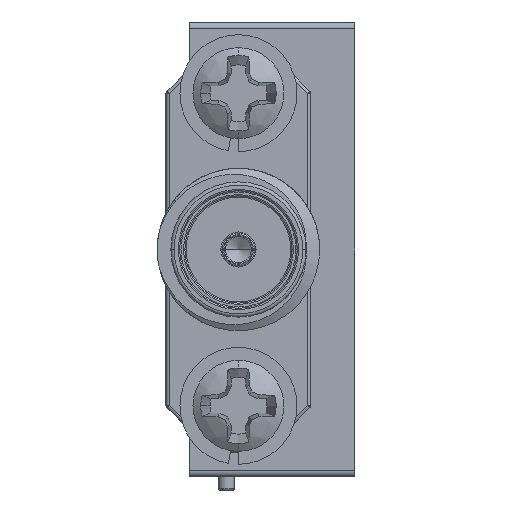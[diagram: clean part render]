
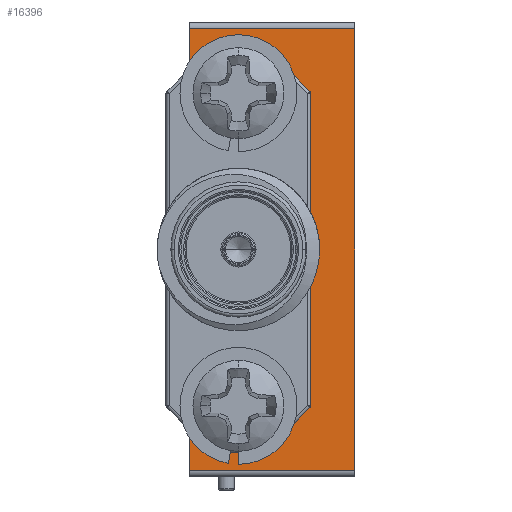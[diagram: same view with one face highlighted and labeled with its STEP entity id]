
A CAD part, left-side view. The second image highlights one B-rep face of the part: STEP entity #16396.
In plain terms, the highlighted planar face has unit normal (-1, 0, 0).
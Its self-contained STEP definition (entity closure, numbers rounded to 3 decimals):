
#221 = EDGE_CURVE ( 'NONE', #2050, #9523, #37535, .T. ) ;
#412 = EDGE_CURVE ( 'NONE', #10490, #8777, #38357, .T. ) ;
#941 = CARTESIAN_POINT ( 'NONE',  ( 0., -0.762, 4.064 ) ) ;
#971 = VECTOR ( 'NONE', #36806, 1000. ) ;
#1211 = CIRCLE ( 'NONE', #2870, 1.092 ) ;
#1475 = ORIENTED_EDGE ( 'NONE', *, *, #8069, .T. ) ;
#1507 = CARTESIAN_POINT ( 'NONE',  ( 0., -7.239, 4.064 ) ) ;
#1792 = VERTEX_POINT ( 'NONE', #32839 ) ;
#1793 = CARTESIAN_POINT ( 'NONE',  ( 0., -4.521, 0.305 ) ) ;
#2050 = VERTEX_POINT ( 'NONE', #4163 ) ;
#2870 = AXIS2_PLACEMENT_3D ( 'NONE', #29976, #14483, #30507 ) ;
#3214 = CARTESIAN_POINT ( 'NONE',  ( 0., -2.692, -10.681 ) ) ;
#4163 = CARTESIAN_POINT ( 'NONE',  ( 0., -2.692, -11.773 ) ) ;
#5375 = EDGE_CURVE ( 'NONE', #23444, #39950, #17163, .T. ) ;
#5599 = VECTOR ( 'NONE', #36376, 1000. ) ;
#7014 = PLANE ( 'NONE',  #40366 ) ;
#7156 = CARTESIAN_POINT ( 'NONE',  ( 0., -0.762, 4.064 ) ) ;
#7858 = CIRCLE ( 'NONE', #37225, 1.092 ) ;
#8069 = EDGE_CURVE ( 'NONE', #1792, #40223, #12648, .T. ) ;
#8165 = DIRECTION ( 'NONE',  ( 0., 1., 0. ) ) ;
#8777 = VERTEX_POINT ( 'NONE', #1507 ) ;
#9523 = VERTEX_POINT ( 'NONE', #18496 ) ;
#10490 = VERTEX_POINT ( 'NONE', #25834 ) ;
#10830 = CIRCLE ( 'NONE', #51154, 1.092 ) ;
#10894 = VERTEX_POINT ( 'NONE', #15286 ) ;
#11008 = EDGE_CURVE ( 'NONE', #10894, #49837, #10830, .T. ) ;
#11335 = CARTESIAN_POINT ( 'NONE',  ( 0., -2.692, 2.629 ) ) ;
#11412 = EDGE_LOOP ( 'NONE', ( #16968, #14427 ) ) ;
#11460 = DIRECTION ( 'NONE',  ( 0., 0., 1. ) ) ;
#12648 = LINE ( 'NONE', #20736, #971 ) ;
#12863 = DIRECTION ( 'NONE',  ( 0., 0., 1. ) ) ;
#14427 = ORIENTED_EDGE ( 'NONE', *, *, #11008, .F. ) ;
#14483 = DIRECTION ( 'NONE',  ( -1., 0., 0. ) ) ;
#14861 = FACE_BOUND ( 'NONE', #11412, .T. ) ;
#14959 = DIRECTION ( 'NONE',  ( 0., 0., 1. ) ) ;
#15009 = ORIENTED_EDGE ( 'NONE', *, *, #38474, .T. ) ;
#15122 = CARTESIAN_POINT ( 'NONE',  ( 0., -2.692, -10.681 ) ) ;
#15286 = CARTESIAN_POINT ( 'NONE',  ( 0., -2.692, 0.444 ) ) ;
#15712 = LINE ( 'NONE', #22785, #30025 ) ;
#16396 = ADVANCED_FACE ( 'NONE', ( #47164, #14861, #42965 ), #7014, .T. ) ;
#16968 = ORIENTED_EDGE ( 'NONE', *, *, #43692, .F. ) ;
#17163 = LINE ( 'NONE', #33197, #5599 ) ;
#17366 = AXIS2_PLACEMENT_3D ( 'NONE', #3214, #18687, #19197 ) ;
#17409 = CARTESIAN_POINT ( 'NONE',  ( 0., -0.762, 0.305 ) ) ;
#18496 = CARTESIAN_POINT ( 'NONE',  ( 0., -2.692, -9.588 ) ) ;
#18687 = DIRECTION ( 'NONE',  ( -1., 0., 0. ) ) ;
#19197 = DIRECTION ( 'NONE',  ( 0., 0., 1. ) ) ;
#19441 = ORIENTED_EDGE ( 'NONE', *, *, #35262, .T. ) ;
#19636 = DIRECTION ( 'NONE',  ( 0., 1., 0. ) ) ;
#20117 = DIRECTION ( 'NONE',  ( 0., -1., 0. ) ) ;
#20530 = ORIENTED_EDGE ( 'NONE', *, *, #43860, .T. ) ;
#20736 = CARTESIAN_POINT ( 'NONE',  ( 0., -0.762, -9.195 ) ) ;
#22785 = CARTESIAN_POINT ( 'NONE',  ( 0., -0.762, -9.449 ) ) ;
#23444 = VERTEX_POINT ( 'NONE', #51852 ) ;
#23560 = VERTEX_POINT ( 'NONE', #17409 ) ;
#25092 = CARTESIAN_POINT ( 'NONE',  ( 0., -7.239, -13.208 ) ) ;
#25328 = DIRECTION ( 'NONE',  ( 0., 0., -1. ) ) ;
#25436 = ORIENTED_EDGE ( 'NONE', *, *, #28032, .T. ) ;
#25586 = CARTESIAN_POINT ( 'NONE',  ( 0., -4.521, -9.449 ) ) ;
#25834 = CARTESIAN_POINT ( 'NONE',  ( 0., -7.239, -13.208 ) ) ;
#27508 = VECTOR ( 'NONE', #25328, 1000. ) ;
#27696 = DIRECTION ( 'NONE',  ( -1., 0., 0. ) ) ;
#28032 = EDGE_CURVE ( 'NONE', #46485, #23560, #39060, .T. ) ;
#28130 = VECTOR ( 'NONE', #29852, 1000. ) ;
#29185 = EDGE_LOOP ( 'NONE', ( #51023, #15009, #1475, #39374, #39710, #20530, #25436, #19441 ) ) ;
#29852 = DIRECTION ( 'NONE',  ( 0., -1., 0. ) ) ;
#29976 = CARTESIAN_POINT ( 'NONE',  ( 0., -2.692, 1.537 ) ) ;
#30025 = VECTOR ( 'NONE', #19636, 1000. ) ;
#30507 = DIRECTION ( 'NONE',  ( 0., 0., 1. ) ) ;
#31683 = VECTOR ( 'NONE', #14959, 1000. ) ;
#32228 = VECTOR ( 'NONE', #20117, 1000. ) ;
#32691 = CARTESIAN_POINT ( 'NONE',  ( 0., -7.239, -13.462 ) ) ;
#32839 = CARTESIAN_POINT ( 'NONE',  ( 0., -0.762, -9.449 ) ) ;
#33197 = CARTESIAN_POINT ( 'NONE',  ( 0., -4.521, 0.051 ) ) ;
#33919 = EDGE_CURVE ( 'NONE', #9523, #2050, #7858, .T. ) ;
#34196 = EDGE_CURVE ( 'NONE', #40223, #10490, #44058, .T. ) ;
#35262 = EDGE_CURVE ( 'NONE', #23560, #23444, #38010, .T. ) ;
#36376 = DIRECTION ( 'NONE',  ( 0., 0., -1. ) ) ;
#36806 = DIRECTION ( 'NONE',  ( 0., 0., -1. ) ) ;
#37225 = AXIS2_PLACEMENT_3D ( 'NONE', #15122, #47431, #11460 ) ;
#37535 = CIRCLE ( 'NONE', #17366, 1.092 ) ;
#37763 = DIRECTION ( 'NONE',  ( -1., 0., 0. ) ) ;
#38010 = LINE ( 'NONE', #1793, #28130 ) ;
#38357 = LINE ( 'NONE', #50690, #31683 ) ;
#38474 = EDGE_CURVE ( 'NONE', #39950, #1792, #15712, .T. ) ;
#39060 = LINE ( 'NONE', #51121, #27508 ) ;
#39261 = ORIENTED_EDGE ( 'NONE', *, *, #33919, .F. ) ;
#39374 = ORIENTED_EDGE ( 'NONE', *, *, #34196, .T. ) ;
#39710 = ORIENTED_EDGE ( 'NONE', *, *, #412, .T. ) ;
#39950 = VERTEX_POINT ( 'NONE', #25586 ) ;
#40223 = VERTEX_POINT ( 'NONE', #47824 ) ;
#40366 = AXIS2_PLACEMENT_3D ( 'NONE', #32691, #27696, #51869 ) ;
#40941 = CARTESIAN_POINT ( 'NONE',  ( 0., -2.692, 1.537 ) ) ;
#42965 = FACE_BOUND ( 'NONE', #44474, .T. ) ;
#43118 = LINE ( 'NONE', #7156, #46543 ) ;
#43692 = EDGE_CURVE ( 'NONE', #49837, #10894, #1211, .T. ) ;
#43840 = ORIENTED_EDGE ( 'NONE', *, *, #221, .F. ) ;
#43860 = EDGE_CURVE ( 'NONE', #8777, #46485, #43118, .T. ) ;
#44058 = LINE ( 'NONE', #25092, #32228 ) ;
#44474 = EDGE_LOOP ( 'NONE', ( #39261, #43840 ) ) ;
#46485 = VERTEX_POINT ( 'NONE', #941 ) ;
#46543 = VECTOR ( 'NONE', #8165, 1000. ) ;
#47164 = FACE_OUTER_BOUND ( 'NONE', #29185, .T. ) ;
#47431 = DIRECTION ( 'NONE',  ( -1., 0., 0. ) ) ;
#47824 = CARTESIAN_POINT ( 'NONE',  ( 0., -0.762, -13.208 ) ) ;
#49837 = VERTEX_POINT ( 'NONE', #11335 ) ;
#50690 = CARTESIAN_POINT ( 'NONE',  ( 0., -7.239, -13.462 ) ) ;
#51023 = ORIENTED_EDGE ( 'NONE', *, *, #5375, .T. ) ;
#51121 = CARTESIAN_POINT ( 'NONE',  ( 0., -0.762, 4.318 ) ) ;
#51154 = AXIS2_PLACEMENT_3D ( 'NONE', #40941, #37763, #12863 ) ;
#51852 = CARTESIAN_POINT ( 'NONE',  ( 0., -4.521, 0.305 ) ) ;
#51869 = DIRECTION ( 'NONE',  ( 0., 0., 1. ) ) ;
